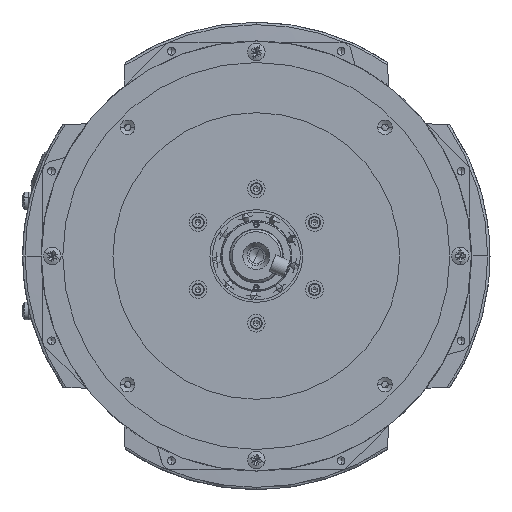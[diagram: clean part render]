
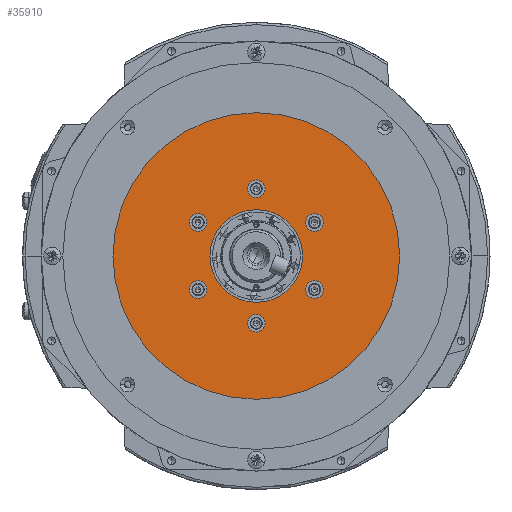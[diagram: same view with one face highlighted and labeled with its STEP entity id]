
A CAD part, left-side view. The second image highlights one B-rep face of the part: STEP entity #35910.
In plain terms, the highlighted planar face has unit normal (-1, 0, 0).
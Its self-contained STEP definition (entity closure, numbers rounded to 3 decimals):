
#12153=CARTESIAN_POINT('',(-20.1,30.414,15.25));
#12154=VERTEX_POINT('',#12153);
#12170=CARTESIAN_POINT('',(-20.1,22.414,15.25));
#12171=VERTEX_POINT('',#12170);
#12178=CARTESIAN_POINT('',(-20.1,26.414,15.25));
#12179=DIRECTION('',(1.0,0.0,0.0));
#12180=DIRECTION('',(0.0,1.0,0.0));
#12181=AXIS2_PLACEMENT_3D('',#12178,#12179,#12180);
#12182=CIRCLE('',#12181,4.0);
#12183=EDGE_CURVE('',#12154,#12171,#12182,.T.);
#12279=CARTESIAN_POINT('',(-20.1,-22.414,15.25));
#12280=VERTEX_POINT('',#12279);
#12296=CARTESIAN_POINT('',(-20.1,-30.414,15.25));
#12297=VERTEX_POINT('',#12296);
#12304=CARTESIAN_POINT('',(-20.1,-26.414,15.25));
#12305=DIRECTION('',(1.0,0.0,0.0));
#12306=DIRECTION('',(0.0,1.0,0.0));
#12307=AXIS2_PLACEMENT_3D('',#12304,#12305,#12306);
#12308=CIRCLE('',#12307,4.0);
#12309=EDGE_CURVE('',#12280,#12297,#12308,.T.);
#12405=CARTESIAN_POINT('',(-20.1,4.,-30.5));
#12406=VERTEX_POINT('',#12405);
#12422=CARTESIAN_POINT('',(-20.1,-4.,-30.5));
#12423=VERTEX_POINT('',#12422);
#12430=CARTESIAN_POINT('',(-20.1,0.,-30.5));
#12431=DIRECTION('',(1.0,0.0,0.0));
#12432=DIRECTION('',(0.0,1.0,0.0));
#12433=AXIS2_PLACEMENT_3D('',#12430,#12431,#12432);
#12434=CIRCLE('',#12433,4.0);
#12435=EDGE_CURVE('',#12406,#12423,#12434,.T.);
#12531=CARTESIAN_POINT('',(-20.1,-22.414,-15.25));
#12532=VERTEX_POINT('',#12531);
#12548=CARTESIAN_POINT('',(-20.1,-30.414,-15.25));
#12549=VERTEX_POINT('',#12548);
#12556=CARTESIAN_POINT('',(-20.1,-26.414,-15.25));
#12557=DIRECTION('',(1.0,0.0,0.0));
#12558=DIRECTION('',(0.0,1.0,0.0));
#12559=AXIS2_PLACEMENT_3D('',#12556,#12557,#12558);
#12560=CIRCLE('',#12559,4.0);
#12561=EDGE_CURVE('',#12532,#12549,#12560,.T.);
#12657=CARTESIAN_POINT('',(-20.1,4.,30.5));
#12658=VERTEX_POINT('',#12657);
#12674=CARTESIAN_POINT('',(-20.1,-4.,30.5));
#12675=VERTEX_POINT('',#12674);
#12682=CARTESIAN_POINT('',(-20.1,0.,30.5));
#12683=DIRECTION('',(1.0,0.0,0.0));
#12684=DIRECTION('',(0.0,1.0,0.0));
#12685=AXIS2_PLACEMENT_3D('',#12682,#12683,#12684);
#12686=CIRCLE('',#12685,4.0);
#12687=EDGE_CURVE('',#12658,#12675,#12686,.T.);
#12783=CARTESIAN_POINT('',(-20.1,30.414,-15.25));
#12784=VERTEX_POINT('',#12783);
#12800=CARTESIAN_POINT('',(-20.1,22.414,-15.25));
#12801=VERTEX_POINT('',#12800);
#12808=CARTESIAN_POINT('',(-20.1,26.414,-15.25));
#12809=DIRECTION('',(1.0,0.0,0.0));
#12810=DIRECTION('',(0.0,1.0,0.0));
#12811=AXIS2_PLACEMENT_3D('',#12808,#12809,#12810);
#12812=CIRCLE('',#12811,4.0);
#12813=EDGE_CURVE('',#12784,#12801,#12812,.T.);
#13350=CARTESIAN_POINT('',(-20.1,21.,0.));
#13351=VERTEX_POINT('',#13350);
#13360=CARTESIAN_POINT('',(-20.1,-21.,0.));
#13361=VERTEX_POINT('',#13360);
#13362=CARTESIAN_POINT('',(-20.1,0.,0.));
#13363=DIRECTION('',(1.0,0.0,0.0));
#13364=DIRECTION('',(0.0,1.0,0.0));
#13365=AXIS2_PLACEMENT_3D('',#13362,#13363,#13364);
#13366=CIRCLE('',#13365,21.0);
#13367=EDGE_CURVE('',#13361,#13351,#13366,.T.);
#13394=CARTESIAN_POINT('',(-20.1,-65.,0.));
#13395=VERTEX_POINT('',#13394);
#13411=CARTESIAN_POINT('',(-20.1,65.,0.));
#13412=VERTEX_POINT('',#13411);
#13419=CARTESIAN_POINT('',(-20.1,0.,0.));
#13420=DIRECTION('',(1.0,0.0,0.0));
#13421=DIRECTION('',(0.0,-1.0,0.0));
#13422=AXIS2_PLACEMENT_3D('',#13419,#13420,#13421);
#13423=CIRCLE('',#13422,65.0);
#13424=EDGE_CURVE('',#13412,#13395,#13423,.T.);
#35825=CARTESIAN_POINT('',(-20.1,0.,0.));
#35826=DIRECTION('',(1.0,0.0,0.0));
#35827=DIRECTION('',(0.0,-1.0,0.0));
#35828=AXIS2_PLACEMENT_3D('',#35825,#35826,#35827);
#35829=PLANE('',#35828);
#35830=ORIENTED_EDGE('',*,*,#13424,.F.);
#35831=CARTESIAN_POINT('',(-20.1,0.,0.));
#35832=DIRECTION('',(1.0,0.0,0.0));
#35833=DIRECTION('',(0.0,-1.0,0.0));
#35834=AXIS2_PLACEMENT_3D('',#35831,#35832,#35833);
#35835=CIRCLE('',#35834,65.0);
#35836=EDGE_CURVE('',#13395,#13412,#35835,.T.);
#35837=ORIENTED_EDGE('',*,*,#35836,.F.);
#35838=EDGE_LOOP('',(#35830,#35837));
#35839=FACE_OUTER_BOUND('',#35838,.T.);
#35840=ORIENTED_EDGE('',*,*,#12183,.T.);
#35841=CARTESIAN_POINT('',(-20.1,26.414,15.25));
#35842=DIRECTION('',(1.0,0.0,0.0));
#35843=DIRECTION('',(0.0,1.0,0.0));
#35844=AXIS2_PLACEMENT_3D('',#35841,#35842,#35843);
#35845=CIRCLE('',#35844,4.0);
#35846=EDGE_CURVE('',#12171,#12154,#35845,.T.);
#35847=ORIENTED_EDGE('',*,*,#35846,.T.);
#35848=EDGE_LOOP('',(#35840,#35847));
#35849=FACE_BOUND('',#35848,.T.);
#35850=ORIENTED_EDGE('',*,*,#12309,.T.);
#35851=CARTESIAN_POINT('',(-20.1,-26.414,15.25));
#35852=DIRECTION('',(1.0,0.0,0.0));
#35853=DIRECTION('',(0.0,1.0,0.0));
#35854=AXIS2_PLACEMENT_3D('',#35851,#35852,#35853);
#35855=CIRCLE('',#35854,4.0);
#35856=EDGE_CURVE('',#12297,#12280,#35855,.T.);
#35857=ORIENTED_EDGE('',*,*,#35856,.T.);
#35858=EDGE_LOOP('',(#35850,#35857));
#35859=FACE_BOUND('',#35858,.T.);
#35860=ORIENTED_EDGE('',*,*,#12435,.T.);
#35861=CARTESIAN_POINT('',(-20.1,0.,-30.5));
#35862=DIRECTION('',(1.0,0.0,0.0));
#35863=DIRECTION('',(0.0,1.0,0.0));
#35864=AXIS2_PLACEMENT_3D('',#35861,#35862,#35863);
#35865=CIRCLE('',#35864,4.0);
#35866=EDGE_CURVE('',#12423,#12406,#35865,.T.);
#35867=ORIENTED_EDGE('',*,*,#35866,.T.);
#35868=EDGE_LOOP('',(#35860,#35867));
#35869=FACE_BOUND('',#35868,.T.);
#35870=ORIENTED_EDGE('',*,*,#12561,.T.);
#35871=CARTESIAN_POINT('',(-20.1,-26.414,-15.25));
#35872=DIRECTION('',(1.0,0.0,0.0));
#35873=DIRECTION('',(0.0,1.0,0.0));
#35874=AXIS2_PLACEMENT_3D('',#35871,#35872,#35873);
#35875=CIRCLE('',#35874,4.0);
#35876=EDGE_CURVE('',#12549,#12532,#35875,.T.);
#35877=ORIENTED_EDGE('',*,*,#35876,.T.);
#35878=EDGE_LOOP('',(#35870,#35877));
#35879=FACE_BOUND('',#35878,.T.);
#35880=ORIENTED_EDGE('',*,*,#12687,.T.);
#35881=CARTESIAN_POINT('',(-20.1,0.,30.5));
#35882=DIRECTION('',(1.0,0.0,0.0));
#35883=DIRECTION('',(0.0,1.0,0.0));
#35884=AXIS2_PLACEMENT_3D('',#35881,#35882,#35883);
#35885=CIRCLE('',#35884,4.0);
#35886=EDGE_CURVE('',#12675,#12658,#35885,.T.);
#35887=ORIENTED_EDGE('',*,*,#35886,.T.);
#35888=EDGE_LOOP('',(#35880,#35887));
#35889=FACE_BOUND('',#35888,.T.);
#35890=ORIENTED_EDGE('',*,*,#12813,.T.);
#35891=CARTESIAN_POINT('',(-20.1,26.414,-15.25));
#35892=DIRECTION('',(1.0,0.0,0.0));
#35893=DIRECTION('',(0.0,1.0,0.0));
#35894=AXIS2_PLACEMENT_3D('',#35891,#35892,#35893);
#35895=CIRCLE('',#35894,4.0);
#35896=EDGE_CURVE('',#12801,#12784,#35895,.T.);
#35897=ORIENTED_EDGE('',*,*,#35896,.T.);
#35898=EDGE_LOOP('',(#35890,#35897));
#35899=FACE_BOUND('',#35898,.T.);
#35900=ORIENTED_EDGE('',*,*,#13367,.T.);
#35901=CARTESIAN_POINT('',(-20.1,0.,0.));
#35902=DIRECTION('',(1.0,0.0,0.0));
#35903=DIRECTION('',(0.0,1.0,0.0));
#35904=AXIS2_PLACEMENT_3D('',#35901,#35902,#35903);
#35905=CIRCLE('',#35904,21.0);
#35906=EDGE_CURVE('',#13351,#13361,#35905,.T.);
#35907=ORIENTED_EDGE('',*,*,#35906,.T.);
#35908=EDGE_LOOP('',(#35900,#35907));
#35909=FACE_BOUND('',#35908,.T.);
#35910=ADVANCED_FACE('',(#35839,#35849,#35859,#35869,#35879,#35889,#35899,#35909),#35829,.F.);
